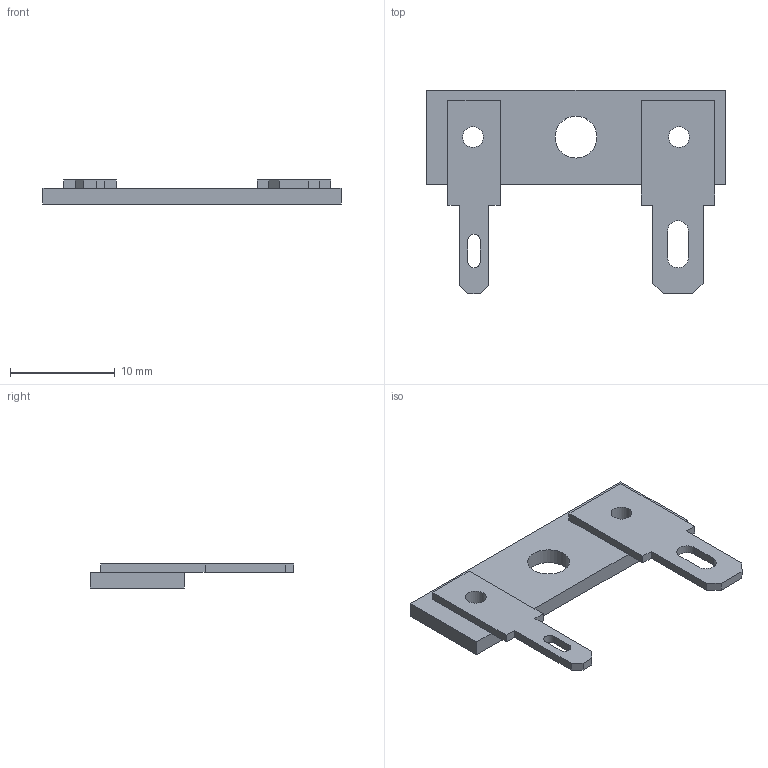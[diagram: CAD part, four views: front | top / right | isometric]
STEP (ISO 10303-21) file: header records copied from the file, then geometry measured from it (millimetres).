
FILE_DESCRIPTION (( 'STEP AP203' ), '1' );
FILE_NAME ('Fiche_Visaton_EX_80_S.STEP', '2026-01-20T11:21:55', ( '' ), ( '' ), 'SwSTEP 2.0', 'SolidWorks 2024', '' );
FILE_SCHEMA (( 'CONFIG_CONTROL_DESIGN' ));
Length unit declared in the file: millimetre
Products named in the file (1): Fiche_Visaton_EX_80_S
Bounding box: 28.5 x 19.5 x 2.3 mm (x, y, z)
Volume: 488.5 mm3; surface area: 878.1 mm2
Topology: 1 solids, 1 shells, 41 faces, 113 edges, 74 vertices
Faces by surface type: plane 34, cylinder 7
Full cylindrical faces by diameter (mm): 2 x2, 4 x1
Entity records: 1369 total; most frequent: CARTESIAN_POINT 226, ORIENTED_EDGE 220, DIRECTION 208, EDGE_CURVE 110, LINE 96, VECTOR 96, VERTEX_POINT 74, AXIS2_PLACEMENT_3D 56
